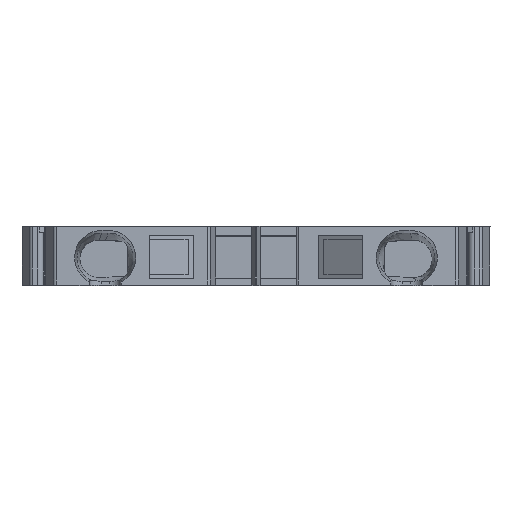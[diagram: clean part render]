
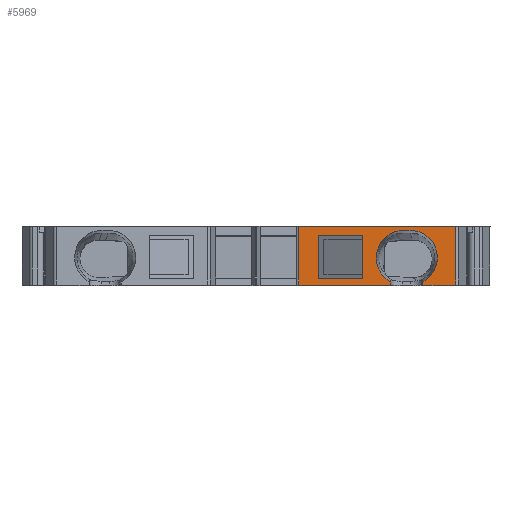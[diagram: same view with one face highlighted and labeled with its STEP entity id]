
A CAD part, top view. The second image highlights one B-rep face of the part: STEP entity #5969.
In plain terms, the highlighted planar face has unit normal (0, 0, 1).
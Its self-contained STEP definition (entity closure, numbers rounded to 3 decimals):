
#124=PLANE('',#6398);
#151=LINE('',#7734,#560);
#198=LINE('',#7926,#607);
#202=LINE('',#7938,#611);
#465=LINE('',#8942,#874);
#466=LINE('',#8951,#875);
#468=LINE('',#8957,#877);
#471=LINE('',#8992,#880);
#473=LINE('',#8998,#882);
#482=LINE('',#9017,#891);
#510=LINE('',#9138,#919);
#527=LINE('',#9200,#936);
#528=LINE('',#9202,#937);
#560=VECTOR('',#6448,1000.);
#607=VECTOR('',#6601,1000.);
#611=VECTOR('',#6609,1000.);
#874=VECTOR('',#7460,1000.);
#875=VECTOR('',#7465,1000.);
#877=VECTOR('',#7473,1000.);
#880=VECTOR('',#7484,1000.);
#882=VECTOR('',#7490,1000.);
#891=VECTOR('',#7507,1000.);
#919=VECTOR('',#7575,1000.);
#936=VECTOR('',#7616,1000.);
#937=VECTOR('',#7619,1000.);
#1150=CIRCLE('',#6354,2.325);
#1152=CIRCLE('',#6358,2.325);
#2343=ORIENTED_EDGE('',*,*,#3115,.F.);
#2344=ORIENTED_EDGE('',*,*,#3061,.F.);
#2345=ORIENTED_EDGE('',*,*,#2617,.F.);
#2346=ORIENTED_EDGE('',*,*,#3058,.F.);
#2347=ORIENTED_EDGE('',*,*,#3056,.F.);
#2348=ORIENTED_EDGE('',*,*,#3048,.F.);
#2349=ORIENTED_EDGE('',*,*,#3046,.F.);
#2350=ORIENTED_EDGE('',*,*,#3045,.T.);
#2351=ORIENTED_EDGE('',*,*,#2611,.T.);
#2352=ORIENTED_EDGE('',*,*,#3042,.F.);
#2353=ORIENTED_EDGE('',*,*,#3139,.T.);
#2354=ORIENTED_EDGE('',*,*,#2519,.T.);
#2355=ORIENTED_EDGE('',*,*,#3140,.T.);
#2356=ORIENTED_EDGE('',*,*,#3070,.T.);
#2519=EDGE_CURVE('',#3187,#3186,#151,.T.);
#2611=EDGE_CURVE('',#3279,#3278,#198,.T.);
#2617=EDGE_CURVE('',#3284,#3285,#202,.T.);
#3042=EDGE_CURVE('',#3554,#3278,#465,.T.);
#3045=EDGE_CURVE('',#3555,#3279,#466,.T.);
#3046=EDGE_CURVE('',#3555,#3556,#1150,.T.);
#3048=EDGE_CURVE('',#3556,#3557,#468,.T.);
#3056=EDGE_CURVE('',#3557,#3563,#1152,.T.);
#3058=EDGE_CURVE('',#3563,#3284,#471,.T.);
#3061=EDGE_CURVE('',#3285,#3565,#473,.T.);
#3070=EDGE_CURVE('',#3572,#3571,#482,.T.);
#3115=EDGE_CURVE('',#3565,#3554,#510,.F.);
#3139=EDGE_CURVE('',#3571,#3187,#527,.T.);
#3140=EDGE_CURVE('',#3186,#3572,#528,.T.);
#3186=VERTEX_POINT('',#7733);
#3187=VERTEX_POINT('',#7735);
#3278=VERTEX_POINT('',#7925);
#3279=VERTEX_POINT('',#7927);
#3284=VERTEX_POINT('',#7937);
#3285=VERTEX_POINT('',#7939);
#3554=VERTEX_POINT('',#8943);
#3555=VERTEX_POINT('',#8950);
#3556=VERTEX_POINT('',#8954);
#3557=VERTEX_POINT('',#8958);
#3563=VERTEX_POINT('',#8986);
#3565=VERTEX_POINT('',#8996);
#3571=VERTEX_POINT('',#9016);
#3572=VERTEX_POINT('',#9018);
#3872=EDGE_LOOP('',(#2343,#2344,#2345,#2346,#2347,#2348,#2349,#2350,#2351,
#2352));
#3873=EDGE_LOOP('',(#2353,#2354,#2355,#2356));
#4095=FACE_BOUND('',#3872,.T.);
#4096=FACE_BOUND('',#3873,.T.);
#5969=ADVANCED_FACE('',(#4095,#4096),#124,.T.);
#6354=AXIS2_PLACEMENT_3D('',#8953,#7468,#7469);
#6358=AXIS2_PLACEMENT_3D('',#8985,#7480,#7481);
#6398=AXIS2_PLACEMENT_3D('',#9201,#7617,#7618);
#6448=DIRECTION('',(1.,0.,0.));
#6601=DIRECTION('',(1.,0.,0.));
#6609=DIRECTION('',(-1.,0.,0.));
#7460=DIRECTION('',(0.,-1.,0.));
#7465=DIRECTION('',(0.,-1.,0.));
#7468=DIRECTION('',(0.,0.,1.));
#7469=DIRECTION('',(-1.,0.,0.));
#7473=DIRECTION('',(-1.,0.,0.));
#7480=DIRECTION('',(0.,0.,1.));
#7481=DIRECTION('',(1.,0.,0.));
#7484=DIRECTION('',(0.,-1.,0.));
#7490=DIRECTION('',(0.,1.,0.));
#7507=DIRECTION('',(-1.,0.,0.));
#7575=DIRECTION('',(-1.,0.,0.));
#7616=DIRECTION('',(0.,1.,0.));
#7617=DIRECTION('',(0.,0.,1.));
#7618=DIRECTION('',(1.,0.,0.));
#7619=DIRECTION('',(0.,-1.,0.));
#7733=CARTESIAN_POINT('',(4.3,2.05,18.3));
#7734=CARTESIAN_POINT('',(10.05,2.05,18.3));
#7735=CARTESIAN_POINT('',(0.5,2.05,18.3));
#7925=CARTESIAN_POINT('',(12.205,-2.15,18.3));
#7926=CARTESIAN_POINT('',(-44.55,-2.15,18.3));
#7927=CARTESIAN_POINT('',(9.4,-2.15,18.3));
#7937=CARTESIAN_POINT('',(6.7,-2.15,18.3));
#7938=CARTESIAN_POINT('',(-44.55,-2.15,18.3));
#7939=CARTESIAN_POINT('',(-1.15,-2.15,18.3));
#8942=CARTESIAN_POINT('',(12.205,21.494,18.3));
#8943=CARTESIAN_POINT('',(12.205,2.85,18.3));
#8950=CARTESIAN_POINT('',(9.4,-1.887,18.3));
#8951=CARTESIAN_POINT('',(9.4,-0.203,18.3));
#8953=CARTESIAN_POINT('',(8.325,0.175,18.3));
#8954=CARTESIAN_POINT('',(8.325,2.5,18.3));
#8957=CARTESIAN_POINT('',(8.325,2.5,18.3));
#8958=CARTESIAN_POINT('',(7.775,2.5,18.3));
#8985=CARTESIAN_POINT('',(7.775,0.175,18.3));
#8986=CARTESIAN_POINT('',(6.7,-1.887,18.3));
#8992=CARTESIAN_POINT('',(6.7,-0.203,18.3));
#8996=CARTESIAN_POINT('',(-1.15,2.85,18.3));
#8998=CARTESIAN_POINT('',(-1.15,-2.5,18.3));
#9016=CARTESIAN_POINT('',(0.5,-1.55,18.3));
#9017=CARTESIAN_POINT('',(13.65,-1.55,18.3));
#9018=CARTESIAN_POINT('',(4.3,-1.55,18.3));
#9138=CARTESIAN_POINT('',(-24.25,2.85,18.3));
#9200=CARTESIAN_POINT('',(0.5,-60.433,18.3));
#9201=CARTESIAN_POINT('',(-24.25,-2.5,18.3));
#9202=CARTESIAN_POINT('',(4.3,2.05,18.3));
